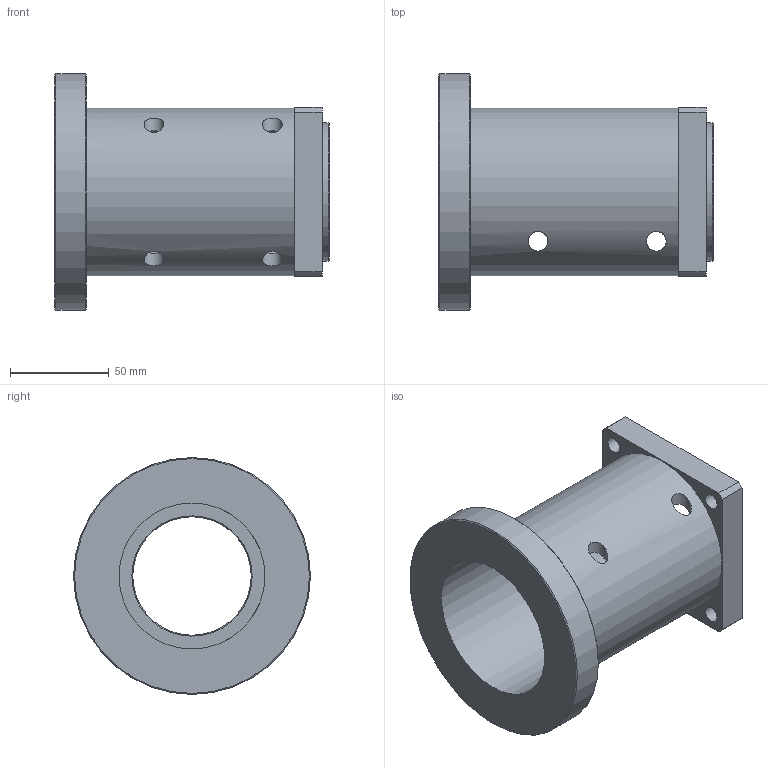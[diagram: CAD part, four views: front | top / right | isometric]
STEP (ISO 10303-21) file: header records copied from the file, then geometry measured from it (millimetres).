
FILE_DESCRIPTION(/* description */ (''),/* implementation_level */ '2;1');
FILE_NAME(/* name */ 'VK MTJ110 120 GESM2838.stp',/* time_stamp */ '2015-08-24T08:01:08+01:00',/* author */ ('Hypex'),/* organization */ ('Hypex'),/* preprocessor_version */ 'ST-DEVELOPER v15.2',/* originating_system */ 'Autodesk Inventor 2014',/* authorisation */ '');
FILE_SCHEMA (('AUTOMOTIVE_DESIGN { 1 0 10303 214 3 1 1 }'));
Length unit declared in the file: millimetre
Products named in the file (1): VK MTJ110 120 GESM2838
Bounding box: 139 x 120 x 120 mm (x, y, z)
Volume: 310206.4 mm3; surface area: 92605.8 mm2
Topology: 1 solids, 1 shells, 32 faces, 78 edges, 52 vertices
Faces by surface type: cylinder 17, plane 10, cone 5
Full cylindrical faces by diameter (mm): 8.2 x4, 10 x4, 60 x1, 70 x1, 74 x1, 85 x1, 120 x1
Entity records: 1139 total; most frequent: CARTESIAN_POINT 415, DIRECTION 144, ORIENTED_EDGE 110, EDGE_LOOP 72, AXIS2_PLACEMENT_3D 64, EDGE_CURVE 55, VERTEX_POINT 47, FACE_BOUND 45
